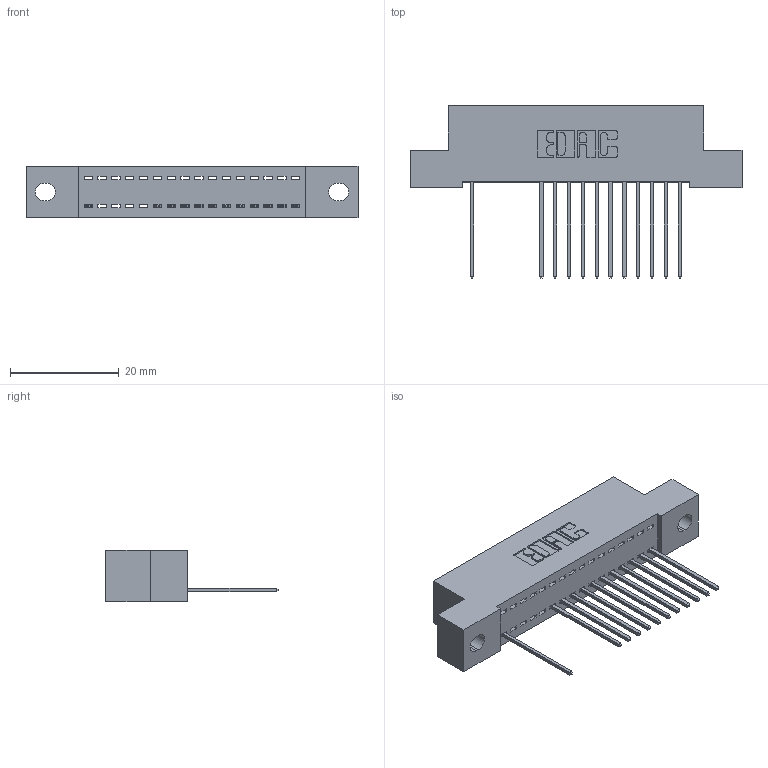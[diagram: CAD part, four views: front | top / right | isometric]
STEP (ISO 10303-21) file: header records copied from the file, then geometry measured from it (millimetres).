
FILE_DESCRIPTION (( 'STEP AP203' ), '1' );
FILE_NAME ('392-016-542-102.STEP', '2018-08-15T02:06:13', ( '' ), ( '' ), 'SwSTEP 2.0', 'SolidWorks 2016', '' );
FILE_SCHEMA (( 'CONFIG_CONTROL_DESIGN' ));
Length unit declared in the file: inch
Products named in the file (3): 392-016-542-102; 342 Part_.128 Slot; 345-292-001_345-293-142
Assembly tree (13 placements, depth 2):
  392-016-542-102
    342 Part_.128 Slot
    345-292-001_345-293-142  x12
Bounding box: 60.96 x 31.63 x 9.4 mm (x, y, z)
Volume: 5178 mm3; surface area: 6803.6 mm2
Topology: 13 solids, 13 shells, 858 faces, 2591 edges, 1710 vertices
Faces by surface type: plane 622, cylinder 236
Entity records: 13037 total; most frequent: CARTESIAN_POINT 2278, ORIENTED_EDGE 2234, DIRECTION 1969, EDGE_CURVE 1117, LINE 989, VECTOR 989, VERTEX_POINT 742, AXIS2_PLACEMENT_3D 490
